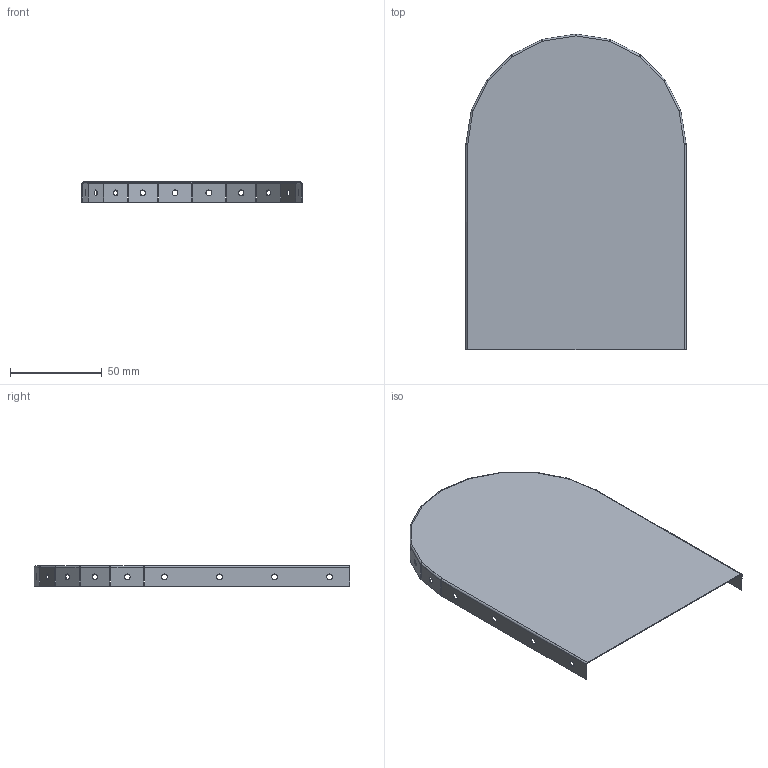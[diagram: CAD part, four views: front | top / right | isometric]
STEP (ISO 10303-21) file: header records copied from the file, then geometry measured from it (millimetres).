
FILE_DESCRIPTION(/* description */ (''),/* implementation_level */ '2;1');
FILE_NAME(/* name */ 'Deckel.stp',/* time_stamp */ '2014-01-16T12:59:40+01:00',/* author */ ('Scholz'),/* organization */ ('Sommerfeld AG'),/* preprocessor_version */ 'ST-DEVELOPER v15.2',/* originating_system */ 'Autodesk Inventor 2014',/* authorisation */ '');
FILE_SCHEMA (('AUTOMOTIVE_DESIGN { 1 0 10303 214 3 1 1 }'));
Length unit declared in the file: millimetre
Products named in the file (1): 12_Deckel
Bounding box: 120 x 171.95 x 11 mm (x, y, z)
Volume: 11486 mm3; surface area: 46430.4 mm2
Topology: 1 solids, 1 shells, 129 faces, 285 edges, 158 vertices
Faces by surface type: plane 65, cylinder 42, bspline 22
Full cylindrical faces by diameter (mm): 3.2 x18
Entity records: 3922 total; most frequent: CARTESIAN_POINT 1237, ORIENTED_EDGE 534, DIRECTION 479, EDGE_CURVE 267, LINE 183, VECTOR 183, EDGE_LOOP 183, VERTEX_POINT 158
